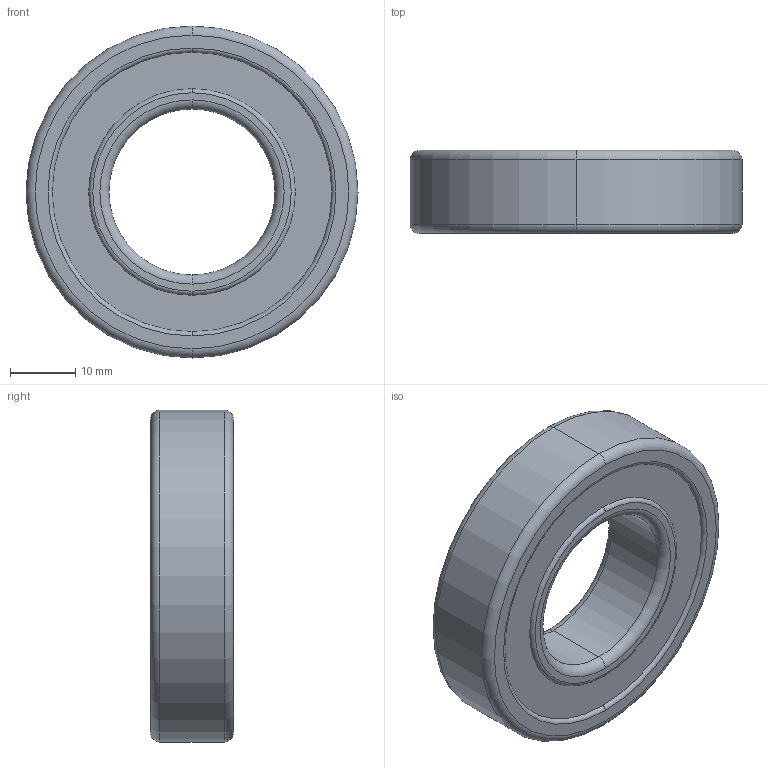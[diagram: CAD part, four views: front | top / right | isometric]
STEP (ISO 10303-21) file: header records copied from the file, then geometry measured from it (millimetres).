
FILE_DESCRIPTION (( 'STEP AP203' ), '1' );
FILE_NAME ('535032.STEP', '2014-10-01T15:46:21', ( 'Kyle' ), ( 'Microsoft' ), 'SwSTEP 2.0', 'SolidWorks 2014', '' );
FILE_SCHEMA (( 'CONFIG_CONTROL_DESIGN' ));
Length unit declared in the file: inch
Products named in the file (1): 535032
Bounding box: 50.8 x 12.7 x 50.8 mm (x, y, z)
Volume: 18318.8 mm3; surface area: 5934.6 mm2
Topology: 1 solids, 1 shells, 26 faces, 52 edges, 32 vertices
Faces by surface type: torus 16, plane 6, cylinder 4
Entity records: 783 total; most frequent: DIRECTION 154, CARTESIAN_POINT 111, ORIENTED_EDGE 104, AXIS2_PLACEMENT_3D 75, EDGE_CURVE 52, CIRCLE 48, EDGE_LOOP 32, VERTEX_POINT 32
